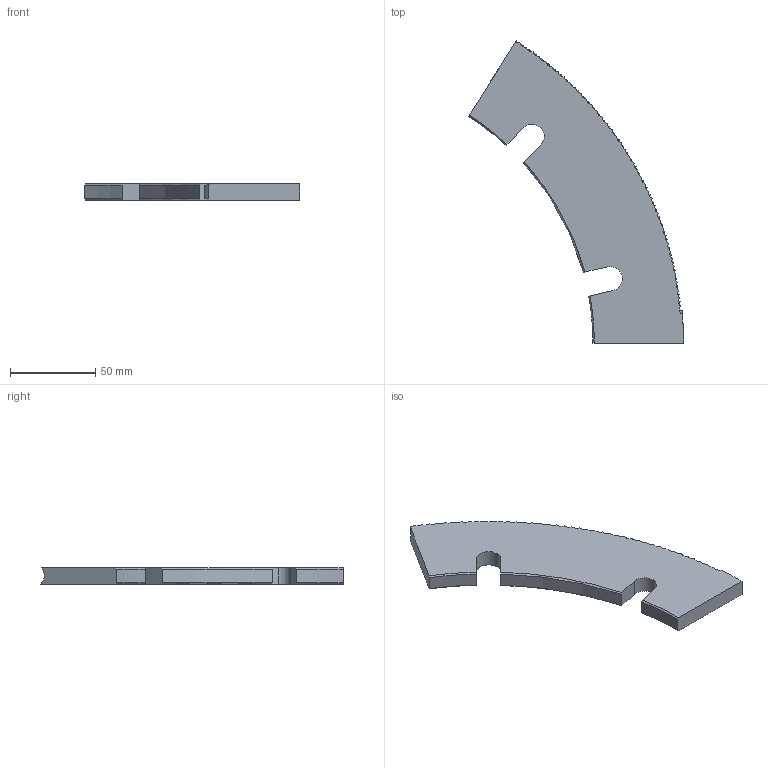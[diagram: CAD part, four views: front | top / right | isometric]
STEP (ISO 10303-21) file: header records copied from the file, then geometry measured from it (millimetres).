
FILE_DESCRIPTION (( 'STEP AP203' ), '1' );
FILE_NAME ('M2348-S.STEP', '2022-04-21T21:06:39', ( '' ), ( '' ), 'SwSTEP 2.0', 'SolidWorks 2020', '' );
FILE_SCHEMA (( 'CONFIG_CONTROL_DESIGN' ));
Length unit declared in the file: inch
Products named in the file (1): M2348-S
Bounding box: 126.33 x 177.64 x 9.49 mm (x, y, z)
Volume: 83532.2 mm3; surface area: 23432.7 mm2
Topology: 1 solids, 1 shells, 108 faces, 318 edges, 212 vertices
Faces by surface type: sphere 84, cylinder 8, plane 8, cone 6, torus 2
Entity records: 5120 total; most frequent: CARTESIAN_POINT 2151, DIRECTION 637, ORIENTED_EDGE 636, EDGE_CURVE 318, AXIS2_PLACEMENT_3D 304, VERTEX_POINT 212, CIRCLE 195, EDGE_LOOP 108
